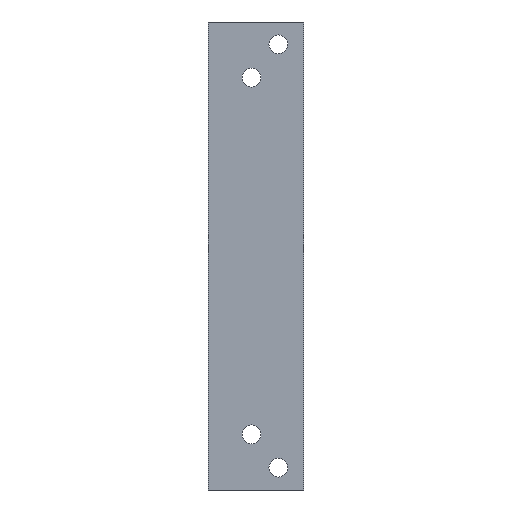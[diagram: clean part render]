
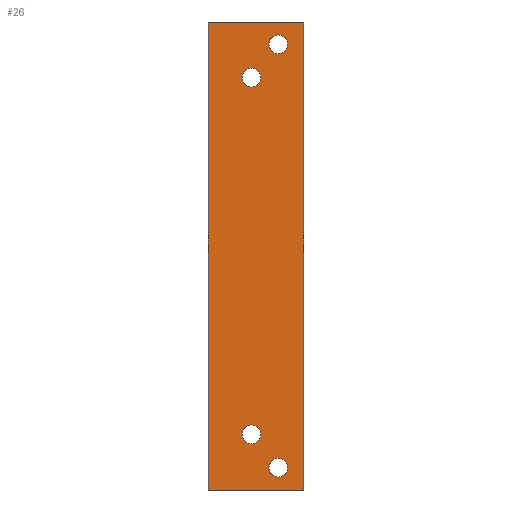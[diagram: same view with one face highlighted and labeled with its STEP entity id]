
A CAD part, front view. The second image highlights one B-rep face of the part: STEP entity #26.
In plain terms, the highlighted planar face has unit normal (0, -1, 0).
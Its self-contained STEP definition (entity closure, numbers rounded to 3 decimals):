
#3 = VERTEX_POINT ( 'NONE', #740 ) ;
#5 = EDGE_LOOP ( 'NONE', ( #85, #21, #24, #40 ) ) ;
#19 = EDGE_LOOP ( 'NONE', ( #2880, #75 ) ) ;
#20 = VERTEX_POINT ( 'NONE', #776 ) ;
#21 = ORIENTED_EDGE ( 'NONE', *, *, #42, .F. ) ;
#23 = ORIENTED_EDGE ( 'NONE', *, *, #3017, .T. ) ;
#24 = ORIENTED_EDGE ( 'NONE', *, *, #41, .F. ) ;
#26 = ADVANCED_FACE ( 'NONE', ( #775, #774, #773, #772, #771 ), #770, .F. ) ;
#28 = EDGE_CURVE ( 'NONE', #3013, #3022, #761, .T. ) ;
#37 = ORIENTED_EDGE ( 'NONE', *, *, #28, .T. ) ;
#40 = ORIENTED_EDGE ( 'NONE', *, *, #67, .T. ) ;
#41 = EDGE_CURVE ( 'NONE', #3, #20, #807, .T. ) ;
#42 = EDGE_CURVE ( 'NONE', #20, #86, #803, .T. ) ;
#65 = VERTEX_POINT ( 'NONE', #821 ) ;
#67 = EDGE_CURVE ( 'NONE', #3, #65, #820, .T. ) ;
#69 = ORIENTED_EDGE ( 'NONE', *, *, #3140, .T. ) ;
#70 = ORIENTED_EDGE ( 'NONE', *, *, #72, .T. ) ;
#71 = EDGE_LOOP ( 'NONE', ( #37, #23 ) ) ;
#72 = EDGE_CURVE ( 'NONE', #3142, #3141, #882, .T. ) ;
#73 = EDGE_LOOP ( 'NONE', ( #77, #81 ) ) ;
#75 = ORIENTED_EDGE ( 'NONE', *, *, #3112, .T. ) ;
#76 = EDGE_LOOP ( 'NONE', ( #70, #69 ) ) ;
#77 = ORIENTED_EDGE ( 'NONE', *, *, #82, .T. ) ;
#78 = EDGE_CURVE ( 'NONE', #3114, #3113, #877, .T. ) ;
#81 = ORIENTED_EDGE ( 'NONE', *, *, #3127, .T. ) ;
#82 = EDGE_CURVE ( 'NONE', #3128, #3126, #868, .T. ) ;
#85 = ORIENTED_EDGE ( 'NONE', *, *, #90, .T. ) ;
#86 = VERTEX_POINT ( 'NONE', #863 ) ;
#90 = EDGE_CURVE ( 'NONE', #65, #86, #858, .T. ) ;
#740 = CARTESIAN_POINT ( 'NONE',  ( -10.7, 0., 52.5 ) ) ;
#757 = DIRECTION ( 'NONE',  ( 0., 0., 1. ) ) ;
#758 = DIRECTION ( 'NONE',  ( 0., 1., 0. ) ) ;
#759 = CARTESIAN_POINT ( 'NONE',  ( -1., 0., -40. ) ) ;
#760 = AXIS2_PLACEMENT_3D ( 'NONE', #759, #758, #757 ) ;
#761 = CIRCLE ( 'NONE', #760, 2.1 ) ;
#766 = DIRECTION ( 'NONE',  ( 0., 0., 1. ) ) ;
#767 = DIRECTION ( 'NONE',  ( 0., 1., 0. ) ) ;
#768 = CARTESIAN_POINT ( 'NONE',  ( -10.7, 0., 52.5 ) ) ;
#769 = AXIS2_PLACEMENT_3D ( 'NONE', #768, #767, #766 ) ;
#770 = PLANE ( 'NONE',  #769 ) ;
#771 = FACE_OUTER_BOUND ( 'NONE', #5, .T. ) ;
#772 = FACE_BOUND ( 'NONE', #71, .T. ) ;
#773 = FACE_BOUND ( 'NONE', #76, .T. ) ;
#774 = FACE_BOUND ( 'NONE', #73, .T. ) ;
#775 = FACE_BOUND ( 'NONE', #19, .T. ) ;
#776 = CARTESIAN_POINT ( 'NONE',  ( 10.7, 0., 52.5 ) ) ;
#800 = DIRECTION ( 'NONE',  ( 0., 0., -1. ) ) ;
#801 = VECTOR ( 'NONE', #800, 1000. ) ;
#802 = CARTESIAN_POINT ( 'NONE',  ( 10.7, 0., 52.5 ) ) ;
#803 = LINE ( 'NONE', #802, #801 ) ;
#804 = DIRECTION ( 'NONE',  ( 1., 0., 0. ) ) ;
#805 = VECTOR ( 'NONE', #804, 1000. ) ;
#806 = CARTESIAN_POINT ( 'NONE',  ( -10.7, 0., 52.5 ) ) ;
#807 = LINE ( 'NONE', #806, #805 ) ;
#820 = LINE ( 'NONE', #885, #884 ) ;
#821 = CARTESIAN_POINT ( 'NONE',  ( -10.7, 0., -52.5 ) ) ;
#855 = DIRECTION ( 'NONE',  ( 1., 0., 0. ) ) ;
#856 = VECTOR ( 'NONE', #855, 1000. ) ;
#857 = CARTESIAN_POINT ( 'NONE',  ( -10.7, 0., -52.5 ) ) ;
#858 = LINE ( 'NONE', #857, #856 ) ;
#863 = CARTESIAN_POINT ( 'NONE',  ( 10.7, 0., -52.5 ) ) ;
#864 = DIRECTION ( 'NONE',  ( 0., 0., 1. ) ) ;
#865 = DIRECTION ( 'NONE',  ( 0., 1., 0. ) ) ;
#866 = CARTESIAN_POINT ( 'NONE',  ( -1., 0., 40. ) ) ;
#867 = AXIS2_PLACEMENT_3D ( 'NONE', #866, #865, #864 ) ;
#868 = CIRCLE ( 'NONE', #867, 2.1 ) ;
#873 = DIRECTION ( 'NONE',  ( 0., 0., 1. ) ) ;
#874 = DIRECTION ( 'NONE',  ( 0., 1., 0. ) ) ;
#875 = CARTESIAN_POINT ( 'NONE',  ( 5., 0., 47.5 ) ) ;
#876 = AXIS2_PLACEMENT_3D ( 'NONE', #875, #874, #873 ) ;
#877 = CIRCLE ( 'NONE', #876, 2.1 ) ;
#878 = DIRECTION ( 'NONE',  ( 0., 0., 1. ) ) ;
#879 = DIRECTION ( 'NONE',  ( 0., 1., 0. ) ) ;
#880 = CARTESIAN_POINT ( 'NONE',  ( 5., 0., -47.5 ) ) ;
#881 = AXIS2_PLACEMENT_3D ( 'NONE', #880, #879, #878 ) ;
#882 = CIRCLE ( 'NONE', #881, 2.1 ) ;
#883 = DIRECTION ( 'NONE',  ( 0., 0., -1. ) ) ;
#884 = VECTOR ( 'NONE', #883, 1000. ) ;
#885 = CARTESIAN_POINT ( 'NONE',  ( -10.7, 0., 52.5 ) ) ;
#2232 = DIRECTION ( 'NONE',  ( 0., 0., 1. ) ) ;
#2233 = DIRECTION ( 'NONE',  ( 0., 1., 0. ) ) ;
#2234 = CARTESIAN_POINT ( 'NONE',  ( -1., 0., -40. ) ) ;
#2235 = AXIS2_PLACEMENT_3D ( 'NONE', #2234, #2233, #2232 ) ;
#2236 = CIRCLE ( 'NONE', #2235, 2.1 ) ;
#2242 = CARTESIAN_POINT ( 'NONE',  ( -1., 0., -37.9 ) ) ;
#2275 = CARTESIAN_POINT ( 'NONE',  ( -1., 0., -42.1 ) ) ;
#2380 = CARTESIAN_POINT ( 'NONE',  ( 5., 0., 49.6 ) ) ;
#2381 = CARTESIAN_POINT ( 'NONE',  ( 5., 0., 45.4 ) ) ;
#2382 = DIRECTION ( 'NONE',  ( 0., 0., 1. ) ) ;
#2383 = DIRECTION ( 'NONE',  ( 0., 1., 0. ) ) ;
#2384 = CARTESIAN_POINT ( 'NONE',  ( 5., 0., 47.5 ) ) ;
#2385 = AXIS2_PLACEMENT_3D ( 'NONE', #2384, #2383, #2382 ) ;
#2386 = CIRCLE ( 'NONE', #2385, 2.1 ) ;
#2418 = CARTESIAN_POINT ( 'NONE',  ( -1., 0., 42.1 ) ) ;
#2419 = DIRECTION ( 'NONE',  ( 0., 0., 1. ) ) ;
#2420 = DIRECTION ( 'NONE',  ( 0., 1., 0. ) ) ;
#2421 = CARTESIAN_POINT ( 'NONE',  ( -1., 0., 40. ) ) ;
#2422 = AXIS2_PLACEMENT_3D ( 'NONE', #2421, #2420, #2419 ) ;
#2423 = CIRCLE ( 'NONE', #2422, 2.1 ) ;
#2424 = CARTESIAN_POINT ( 'NONE',  ( -1., 0., 37.9 ) ) ;
#2456 = CARTESIAN_POINT ( 'NONE',  ( 5., 0., -45.4 ) ) ;
#2457 = CARTESIAN_POINT ( 'NONE',  ( 5., 0., -49.6 ) ) ;
#2458 = DIRECTION ( 'NONE',  ( 0., 0., 1. ) ) ;
#2459 = DIRECTION ( 'NONE',  ( 0., 1., 0. ) ) ;
#2460 = AXIS2_PLACEMENT_3D ( 'NONE', #2466, #2459, #2458 ) ;
#2461 = CIRCLE ( 'NONE', #2460, 2.1 ) ;
#2466 = CARTESIAN_POINT ( 'NONE',  ( 5., 0., -47.5 ) ) ;
#2880 = ORIENTED_EDGE ( 'NONE', *, *, #78, .T. ) ;
#3013 = VERTEX_POINT ( 'NONE', #2242 ) ;
#3017 = EDGE_CURVE ( 'NONE', #3022, #3013, #2236, .T. ) ;
#3022 = VERTEX_POINT ( 'NONE', #2275 ) ;
#3112 = EDGE_CURVE ( 'NONE', #3113, #3114, #2386, .T. ) ;
#3113 = VERTEX_POINT ( 'NONE', #2381 ) ;
#3114 = VERTEX_POINT ( 'NONE', #2380 ) ;
#3126 = VERTEX_POINT ( 'NONE', #2424 ) ;
#3127 = EDGE_CURVE ( 'NONE', #3126, #3128, #2423, .T. ) ;
#3128 = VERTEX_POINT ( 'NONE', #2418 ) ;
#3140 = EDGE_CURVE ( 'NONE', #3141, #3142, #2461, .T. ) ;
#3141 = VERTEX_POINT ( 'NONE', #2457 ) ;
#3142 = VERTEX_POINT ( 'NONE', #2456 ) ;
